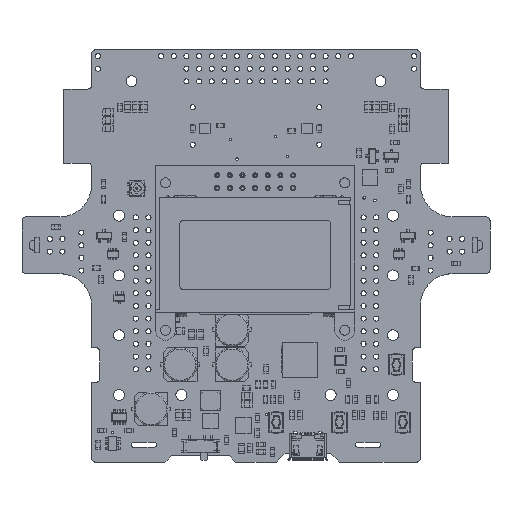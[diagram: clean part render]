
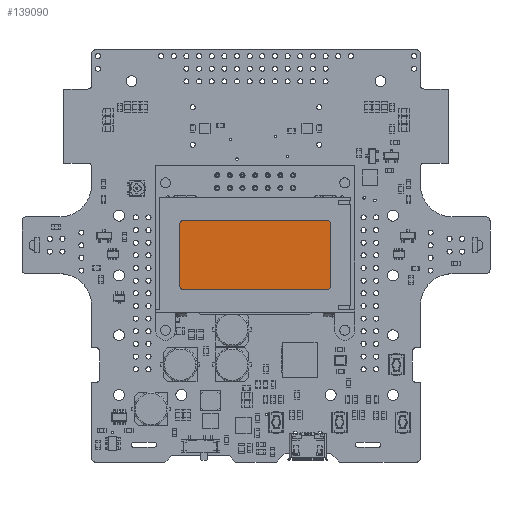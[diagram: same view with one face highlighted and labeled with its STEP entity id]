
A CAD part, top view. The second image highlights one B-rep face of the part: STEP entity #139090.
In plain terms, the highlighted planar face has unit normal (0, 0, 1).
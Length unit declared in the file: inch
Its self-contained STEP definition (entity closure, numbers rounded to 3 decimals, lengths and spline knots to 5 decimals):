
#250 = AXIS2_PLACEMENT_3D ( 'NONE', #89843, #158260, #298256 ) ;
#3413 = VERTEX_POINT ( 'NONE', #51952 ) ;
#19324 = EDGE_CURVE ( 'NONE', #158376, #190942, #238666, .T. ) ;
#19412 = VECTOR ( 'NONE', #226645, 39.37008 ) ;
#21870 = AXIS2_PLACEMENT_3D ( 'NONE', #215502, #239794, #294473 ) ;
#27915 = DIRECTION ( 'NONE',  ( 0., 1., 0. ) ) ;
#29749 = DIRECTION ( 'NONE',  ( -1., 0., 0. ) ) ;
#35185 = AXIS2_PLACEMENT_3D ( 'NONE', #185622, #115663, #229843 ) ;
#35523 = EDGE_CURVE ( 'NONE', #3413, #221037, #178085, .T. ) ;
#36433 = AXIS2_PLACEMENT_3D ( 'NONE', #177379, #154558, #296046 ) ;
#41700 = VERTEX_POINT ( 'NONE', #190473 ) ;
#43910 = LINE ( 'NONE', #299553, #19412 ) ;
#47023 = ORIENTED_EDGE ( 'NONE', *, *, #146341, .T. ) ;
#48615 = CARTESIAN_POINT ( 'NONE',  ( 0.55217, 1.36138, 0.53759 ) ) ;
#49721 = EDGE_CURVE ( 'NONE', #215804, #158376, #217683, .T. ) ;
#51952 = CARTESIAN_POINT ( 'NONE',  ( -0.56594, 1.91256, 0.53759 ) ) ;
#52378 = CARTESIAN_POINT ( 'NONE',  ( 0.59154, 1.40075, 0.53759 ) ) ;
#54039 = LINE ( 'NONE', #73927, #218830 ) ;
#55648 = DIRECTION ( 'NONE',  ( 0., 1., 0. ) ) ;
#73927 = CARTESIAN_POINT ( 'NONE',  ( 0.55217, 1.91256, 0.53759 ) ) ;
#81231 = CARTESIAN_POINT ( 'NONE',  ( -0.60531, 1.87319, 0.53759 ) ) ;
#81238 = PLANE ( 'NONE',  #250 ) ;
#83602 = VERTEX_POINT ( 'NONE', #299180 ) ;
#85859 = EDGE_CURVE ( 'NONE', #190942, #3413, #54039, .T. ) ;
#89843 = CARTESIAN_POINT ( 'NONE',  ( 0.55217, 1.87319, 0.53759 ) ) ;
#93063 = VECTOR ( 'NONE', #27915, 39.37008 ) ;
#96566 = LINE ( 'NONE', #279103, #192537 ) ;
#115663 = DIRECTION ( 'NONE',  ( 0., 0., 1. ) ) ;
#116898 = EDGE_CURVE ( 'NONE', #230949, #215804, #201742, .T. ) ;
#124472 = ORIENTED_EDGE ( 'NONE', *, *, #171684, .T. ) ;
#134226 = AXIS2_PLACEMENT_3D ( 'NONE', #215487, #262528, #55648 ) ;
#139090 = ADVANCED_FACE ( 'NONE', ( #196854 ), #81238, .F. ) ;
#139485 = ORIENTED_EDGE ( 'NONE', *, *, #35523, .T. ) ;
#146341 = EDGE_CURVE ( 'NONE', #41700, #230949, #96566, .T. ) ;
#150141 = ORIENTED_EDGE ( 'NONE', *, *, #85859, .T. ) ;
#154558 = DIRECTION ( 'NONE',  ( 0., 0., 1. ) ) ;
#158260 = DIRECTION ( 'NONE',  ( 0., 0., -1. ) ) ;
#158376 = VERTEX_POINT ( 'NONE', #241189 ) ;
#164900 = CARTESIAN_POINT ( 'NONE',  ( 0.59154, 1.87319, 0.53759 ) ) ;
#171684 = EDGE_CURVE ( 'NONE', #83602, #41700, #226011, .T. ) ;
#177379 = CARTESIAN_POINT ( 'NONE',  ( 0.55217, 1.40075, 0.53759 ) ) ;
#178085 = CIRCLE ( 'NONE', #134226, 0.03937 ) ;
#185622 = CARTESIAN_POINT ( 'NONE',  ( 0.55217, 1.87319, 0.53759 ) ) ;
#190473 = CARTESIAN_POINT ( 'NONE',  ( -0.56594, 1.36138, 0.53759 ) ) ;
#190942 = VERTEX_POINT ( 'NONE', #293849 ) ;
#192537 = VECTOR ( 'NONE', #212203, 39.37008 ) ;
#196854 = FACE_OUTER_BOUND ( 'NONE', #240056, .T. ) ;
#201742 = CIRCLE ( 'NONE', #36433, 0.03937 ) ;
#212203 = DIRECTION ( 'NONE',  ( 1., 0., 0. ) ) ;
#215487 = CARTESIAN_POINT ( 'NONE',  ( -0.56594, 1.87319, 0.53759 ) ) ;
#215502 = CARTESIAN_POINT ( 'NONE',  ( -0.56594, 1.40075, 0.53759 ) ) ;
#215804 = VERTEX_POINT ( 'NONE', #52378 ) ;
#217683 = LINE ( 'NONE', #164900, #93063 ) ;
#217997 = EDGE_CURVE ( 'NONE', #221037, #83602, #43910, .T. ) ;
#218830 = VECTOR ( 'NONE', #29749, 39.37008 ) ;
#221037 = VERTEX_POINT ( 'NONE', #81231 ) ;
#226011 = CIRCLE ( 'NONE', #21870, 0.03937 ) ;
#226645 = DIRECTION ( 'NONE',  ( 0., -1., 0. ) ) ;
#229843 = DIRECTION ( 'NONE',  ( 0., 1., 0. ) ) ;
#230949 = VERTEX_POINT ( 'NONE', #48615 ) ;
#232408 = ORIENTED_EDGE ( 'NONE', *, *, #49721, .T. ) ;
#233064 = ORIENTED_EDGE ( 'NONE', *, *, #217997, .T. ) ;
#238666 = CIRCLE ( 'NONE', #35185, 0.03937 ) ;
#239794 = DIRECTION ( 'NONE',  ( 0., 0., 1. ) ) ;
#240056 = EDGE_LOOP ( 'NONE', ( #261735, #150141, #139485, #233064, #124472, #47023, #248194, #232408 ) ) ;
#241189 = CARTESIAN_POINT ( 'NONE',  ( 0.59154, 1.87319, 0.53759 ) ) ;
#248194 = ORIENTED_EDGE ( 'NONE', *, *, #116898, .T. ) ;
#261735 = ORIENTED_EDGE ( 'NONE', *, *, #19324, .T. ) ;
#262528 = DIRECTION ( 'NONE',  ( 0., 0., 1. ) ) ;
#279103 = CARTESIAN_POINT ( 'NONE',  ( 0.55217, 1.36138, 0.53759 ) ) ;
#293849 = CARTESIAN_POINT ( 'NONE',  ( 0.55217, 1.91256, 0.53759 ) ) ;
#294473 = DIRECTION ( 'NONE',  ( 0., 1., 0. ) ) ;
#296046 = DIRECTION ( 'NONE',  ( 0., -1., 0. ) ) ;
#298256 = DIRECTION ( 'NONE',  ( 0., 1., 0. ) ) ;
#299180 = CARTESIAN_POINT ( 'NONE',  ( -0.60531, 1.40075, 0.53759 ) ) ;
#299553 = CARTESIAN_POINT ( 'NONE',  ( -0.60531, 1.87319, 0.53759 ) ) ;
